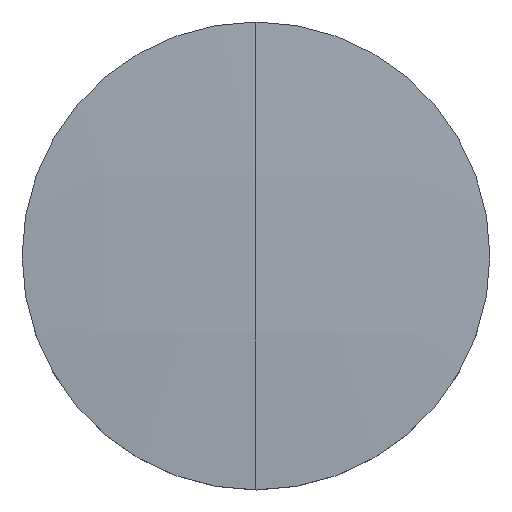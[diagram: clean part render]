
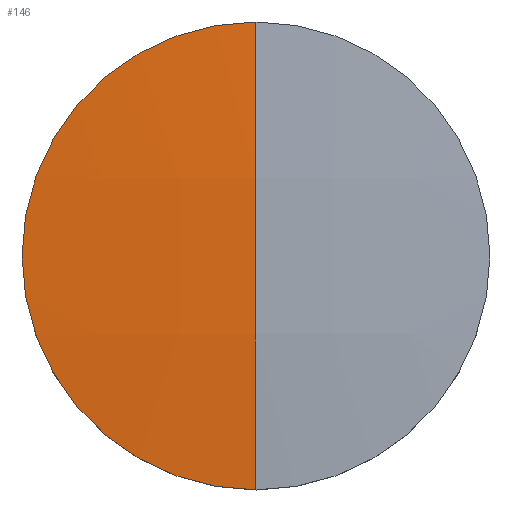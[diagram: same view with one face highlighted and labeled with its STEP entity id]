
A CAD part, top view. The second image highlights one B-rep face of the part: STEP entity #146.
In plain terms, the highlighted free-form (B-spline) face has degree [3, 3] with [4, 4] control points.
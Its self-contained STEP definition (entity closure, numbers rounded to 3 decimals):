
#11 = ORIENTED_EDGE ( 'NONE', *, *, #289, .T. ) ;
#12 = EDGE_CURVE ( 'NONE', #23, #116, #154, .T. ) ;
#17 = CARTESIAN_POINT ( 'NONE',  ( -2.126, -6.426, 2.082 ) ) ;
#20 = CARTESIAN_POINT ( 'NONE',  ( -6.393, 2.145, 2.157 ) ) ;
#23 = VERTEX_POINT ( 'NONE', #201 ) ;
#25 = DIRECTION ( 'NONE',  ( 0., -1., 0. ) ) ;
#40 = CARTESIAN_POINT ( 'NONE',  ( -4.252, 6.426, 2.01 ) ) ;
#49 = AXIS2_PLACEMENT_3D ( 'NONE', #110, #263, #131 ) ;
#54 = ORIENTED_EDGE ( 'NONE', *, *, #214, .F. ) ;
#63 = CARTESIAN_POINT ( 'NONE',  ( -4.265, -2.145, 2.301 ) ) ;
#80 = FACE_OUTER_BOUND ( 'NONE', #204, .T. ) ;
#82 = AXIS2_PLACEMENT_3D ( 'NONE', #239, #117, #25 ) ;
#95 = CARTESIAN_POINT ( 'NONE',  ( 0., 2.145, 2.373 ) ) ;
#97 = CARTESIAN_POINT ( 'NONE',  ( -6.373, -6.426, 1.867 ) ) ;
#100 = DIRECTION ( 'NONE',  ( 1., 0., 0. ) ) ;
#110 = CARTESIAN_POINT ( 'NONE',  ( 0., 0., 2.087 ) ) ;
#116 = VERTEX_POINT ( 'NONE', #182 ) ;
#117 = DIRECTION ( 'NONE',  ( -1., 0., 0. ) ) ;
#122 = ORIENTED_EDGE ( 'NONE', *, *, #12, .F. ) ;
#124 =( BOUNDED_SURFACE ( )  B_SPLINE_SURFACE ( 3, 3, ( 
 ( #137, #17, #232, #97 ),
 ( #140, #181, #63, #252 ),
 ( #95, #161, #267, #20 ),
 ( #139, #184, #40, #208 ) ),
 .UNSPECIFIED., .F., .F., .T. ) 
 B_SPLINE_SURFACE_WITH_KNOTS ( ( 4, 4 ),
 ( 4, 4 ),
 ( 0., 1. ),
 ( 0., 1. ),
 .UNSPECIFIED. ) 
 GEOMETRIC_REPRESENTATION_ITEM ( )  RATIONAL_B_SPLINE_SURFACE ( (
 ( 1., 1., 1., 1.),
 ( 0.998, 0.998, 0.998, 0.998),
 ( 0.998, 0.998, 0.998, 0.998),
 ( 1., 1., 1., 1.) ) ) 
 REPRESENTATION_ITEM ( '' )  SURFACE ( )  );
#131 = DIRECTION ( 'NONE',  ( 1., 0., 0. ) ) ;
#137 = CARTESIAN_POINT ( 'NONE',  ( 0., -6.426, 2.082 ) ) ;
#139 = CARTESIAN_POINT ( 'NONE',  ( 0., 6.426, 2.082 ) ) ;
#140 = CARTESIAN_POINT ( 'NONE',  ( 0., -2.145, 2.373 ) ) ;
#144 = VERTEX_POINT ( 'NONE', #287 ) ;
#146 = ADVANCED_FACE ( 'NONE', ( #80 ), #124, .T. ) ;
#149 = CARTESIAN_POINT ( 'NONE',  ( 0., 0., 2.087 ) ) ;
#154 = CIRCLE ( 'NONE', #49, 6.35 ) ;
#161 = CARTESIAN_POINT ( 'NONE',  ( -2.133, 2.145, 2.373 ) ) ;
#181 = CARTESIAN_POINT ( 'NONE',  ( -2.133, -2.145, 2.373 ) ) ;
#182 = CARTESIAN_POINT ( 'NONE',  ( -6.35, 0., 2.087 ) ) ;
#184 = CARTESIAN_POINT ( 'NONE',  ( -2.126, 6.426, 2.082 ) ) ;
#187 = AXIS2_PLACEMENT_3D ( 'NONE', #149, #293, #100 ) ;
#201 = CARTESIAN_POINT ( 'NONE',  ( 0., -6.35, 2.087 ) ) ;
#204 = EDGE_LOOP ( 'NONE', ( #122, #11, #54 ) ) ;
#208 = CARTESIAN_POINT ( 'NONE',  ( -6.373, 6.426, 1.867 ) ) ;
#214 = EDGE_CURVE ( 'NONE', #116, #144, #264, .T. ) ;
#232 = CARTESIAN_POINT ( 'NONE',  ( -4.252, -6.426, 2.01 ) ) ;
#239 = CARTESIAN_POINT ( 'NONE',  ( 0., 0., -92.54 ) ) ;
#252 = CARTESIAN_POINT ( 'NONE',  ( -6.393, -2.145, 2.157 ) ) ;
#263 = DIRECTION ( 'NONE',  ( 0., 0., -1. ) ) ;
#264 = CIRCLE ( 'NONE', #187, 6.35 ) ;
#267 = CARTESIAN_POINT ( 'NONE',  ( -4.265, 2.145, 2.301 ) ) ;
#275 = CIRCLE ( 'NONE', #82, 94.84 ) ;
#287 = CARTESIAN_POINT ( 'NONE',  ( 0., 6.35, 2.087 ) ) ;
#289 = EDGE_CURVE ( 'NONE', #23, #144, #275, .T. ) ;
#293 = DIRECTION ( 'NONE',  ( 0., 0., -1. ) ) ;
